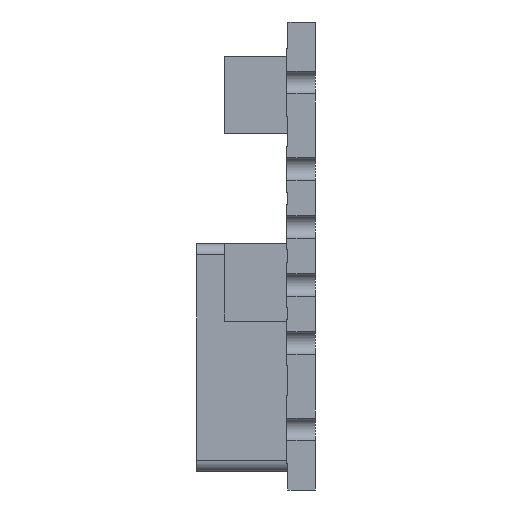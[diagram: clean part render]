
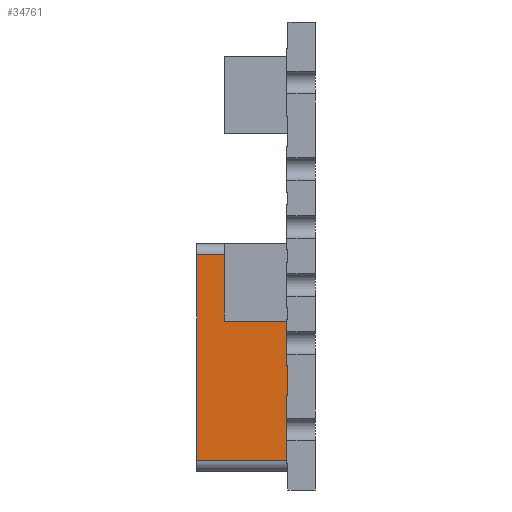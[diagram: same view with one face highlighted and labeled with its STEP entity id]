
A CAD part, left-side view. The second image highlights one B-rep face of the part: STEP entity #34761.
In plain terms, the highlighted free-form (B-spline) face has degree [1, 1] with [2, 2] control points.
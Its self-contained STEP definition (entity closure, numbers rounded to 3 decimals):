
#7150 = VERTEX_POINT('',#7151);
#7151 = CARTESIAN_POINT('',(0.,1.149,
    0.048));
#7157 = EDGE_CURVE('',#7158,#7150,#7160,.T.);
#7158 = VERTEX_POINT('',#7159);
#7159 = CARTESIAN_POINT('',(0.,1.149,
    -8.566));
#7160 = B_SPLINE_CURVE_WITH_KNOTS('',1,(#7161,#7162),.UNSPECIFIED.,.F.,
  .F.,(2,2),(0.,9.),.PIECEWISE_BEZIER_KNOTS.);
#7161 = CARTESIAN_POINT('',(0.,1.149,
    -8.566));
#7162 = CARTESIAN_POINT('',(0.,1.149,
    0.048));
#34602 = VERTEX_POINT('',#34603);
#34603 = CARTESIAN_POINT('',(0.,4.977,
    0.048));
#34609 = EDGE_CURVE('',#34602,#7150,#34610,.T.);
#34610 = B_SPLINE_CURVE_WITH_KNOTS('',1,(#34611,#34612),.UNSPECIFIED.,
  .F.,.F.,(2,2),(-0.,4.),.PIECEWISE_BEZIER_KNOTS.);
#34611 = CARTESIAN_POINT('',(0.,4.977,
    0.048));
#34612 = CARTESIAN_POINT('',(0.,1.149,
    0.048));
#34741 = EDGE_CURVE('',#34742,#7158,#34744,.T.);
#34742 = VERTEX_POINT('',#34743);
#34743 = CARTESIAN_POINT('',(0.,4.977,
    -8.566));
#34744 = B_SPLINE_CURVE_WITH_KNOTS('',1,(#34745,#34746),.UNSPECIFIED.,
  .F.,.F.,(2,2),(-0.,4.),.PIECEWISE_BEZIER_KNOTS.);
#34745 = CARTESIAN_POINT('',(0.,4.977,
    -8.566));
#34746 = CARTESIAN_POINT('',(0.,1.149,
    -8.566));
#34761 = ADVANCED_FACE('',(#34762),#34772,.F.);
#34762 = FACE_BOUND('',#34763,.T.);
#34763 = EDGE_LOOP('',(#34764,#34765,#34766,#34771));
#34764 = ORIENTED_EDGE('',*,*,#7157,.T.);
#34765 = ORIENTED_EDGE('',*,*,#34609,.F.);
#34766 = ORIENTED_EDGE('',*,*,#34767,.F.);
#34767 = EDGE_CURVE('',#34742,#34602,#34768,.T.);
#34768 = B_SPLINE_CURVE_WITH_KNOTS('',1,(#34769,#34770),.UNSPECIFIED.,
  .F.,.F.,(2,2),(0.,9.),.PIECEWISE_BEZIER_KNOTS.);
#34769 = CARTESIAN_POINT('',(0.,4.977,
    -8.566));
#34770 = CARTESIAN_POINT('',(0.,4.977,
    0.048));
#34771 = ORIENTED_EDGE('',*,*,#34741,.T.);
#34772 = B_SPLINE_SURFACE_WITH_KNOTS('',1,1,(
    (#34773,#34774)
    ,(#34775,#34776
    )),.UNSPECIFIED.,.F.,.F.,.F.,(2,2),(2,2),(-9.,0.),(
    -4.,0.),.PIECEWISE_BEZIER_KNOTS.);
#34773 = CARTESIAN_POINT('',(0.,1.149,
    0.048));
#34774 = CARTESIAN_POINT('',(0.,4.977,
    0.048));
#34775 = CARTESIAN_POINT('',(0.,1.149,
    -8.566));
#34776 = CARTESIAN_POINT('',(0.,4.977,
    -8.566));
